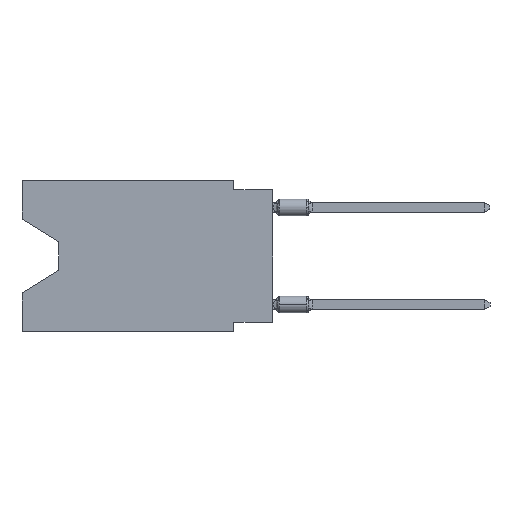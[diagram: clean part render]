
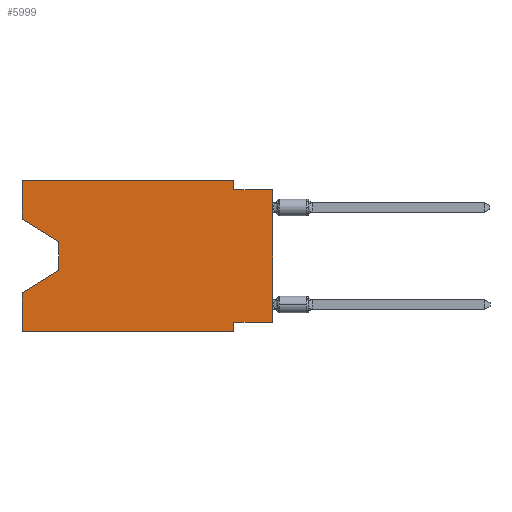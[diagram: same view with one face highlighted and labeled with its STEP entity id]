
A CAD part, left-side view. The second image highlights one B-rep face of the part: STEP entity #5999.
In plain terms, the highlighted planar face has unit normal (-1, 0, 0).
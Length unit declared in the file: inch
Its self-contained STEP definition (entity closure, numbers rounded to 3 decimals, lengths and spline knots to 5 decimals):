
#66 = LINE ( 'NONE', #3732, #3759 ) ;
#158 = CARTESIAN_POINT ( 'NONE',  ( 0., 0.645, 0. ) ) ;
#178 = VERTEX_POINT ( 'NONE', #12140 ) ;
#184 = CARTESIAN_POINT ( 'NONE',  ( 0., 0., -0.365 ) ) ;
#454 = CARTESIAN_POINT ( 'NONE',  ( 0., 0.1, 0. ) ) ;
#703 = CARTESIAN_POINT ( 'NONE',  ( 0., 0.1, 0. ) ) ;
#795 = CARTESIAN_POINT ( 'NONE',  ( 0., 0.1, -0.025 ) ) ;
#839 = LINE ( 'NONE', #1893, #3030 ) ;
#982 = VERTEX_POINT ( 'NONE', #6796 ) ;
#1035 = EDGE_CURVE ( 'NONE', #2042, #9757, #1775, .T. ) ;
#1127 = VERTEX_POINT ( 'NONE', #2252 ) ;
#1140 = EDGE_LOOP ( 'NONE', ( #1601, #12647, #3297, #6618, #1778, #11821, #13478, #7845, #7626, #15544, #7625, #3443 ) ) ;
#1196 = EDGE_CURVE ( 'NONE', #178, #2393, #1515, .T. ) ;
#1515 = LINE ( 'NONE', #158, #2662 ) ;
#1519 = CARTESIAN_POINT ( 'NONE',  ( 0., 0.645, -0.28975 ) ) ;
#1601 = ORIENTED_EDGE ( 'NONE', *, *, #9425, .T. ) ;
#1775 = LINE ( 'NONE', #4239, #11862 ) ;
#1778 = ORIENTED_EDGE ( 'NONE', *, *, #10302, .T. ) ;
#1893 = CARTESIAN_POINT ( 'NONE',  ( 0., 0.645, -0.10025 ) ) ;
#2042 = VERTEX_POINT ( 'NONE', #2986 ) ;
#2252 = CARTESIAN_POINT ( 'NONE',  ( 0., 0., -0.025 ) ) ;
#2329 = VECTOR ( 'NONE', #10967, 39.37008 ) ;
#2393 = VERTEX_POINT ( 'NONE', #1519 ) ;
#2420 = LINE ( 'NONE', #7120, #12636 ) ;
#2662 = VECTOR ( 'NONE', #3826, 39.37008 ) ;
#2711 = VERTEX_POINT ( 'NONE', #6359 ) ;
#2801 = VECTOR ( 'NONE', #3952, 39.37008 ) ;
#2919 = LINE ( 'NONE', #7792, #2329 ) ;
#2924 = DIRECTION ( 'NONE',  ( 0., -1., 0. ) ) ;
#2986 = CARTESIAN_POINT ( 'NONE',  ( 0., 0.645, -0.10025 ) ) ;
#3030 = VECTOR ( 'NONE', #3470, 39.37008 ) ;
#3276 = VECTOR ( 'NONE', #3833, 39.37008 ) ;
#3297 = ORIENTED_EDGE ( 'NONE', *, *, #5283, .T. ) ;
#3443 = ORIENTED_EDGE ( 'NONE', *, *, #1035, .F. ) ;
#3470 = DIRECTION ( 'NONE',  ( 0., -0.855, -0.519 ) ) ;
#3578 = CARTESIAN_POINT ( 'NONE',  ( 0., 0.55, -0.158 ) ) ;
#3620 = VERTEX_POINT ( 'NONE', #184 ) ;
#3732 = CARTESIAN_POINT ( 'NONE',  ( 0., 0.645, 0. ) ) ;
#3759 = VECTOR ( 'NONE', #8614, 39.37008 ) ;
#3826 = DIRECTION ( 'NONE',  ( 0., 0., 1. ) ) ;
#3833 = DIRECTION ( 'NONE',  ( 0., 0., -1. ) ) ;
#3861 = CARTESIAN_POINT ( 'NONE',  ( 0., 0.55, -0.232 ) ) ;
#3952 = DIRECTION ( 'NONE',  ( 0., -1., 0. ) ) ;
#4013 = VECTOR ( 'NONE', #2924, 39.37008 ) ;
#4124 = LINE ( 'NONE', #9008, #4013 ) ;
#4239 = CARTESIAN_POINT ( 'NONE',  ( 0., 0.645, 0. ) ) ;
#5283 = EDGE_CURVE ( 'NONE', #9662, #2393, #2420, .T. ) ;
#5576 = CARTESIAN_POINT ( 'NONE',  ( 0., 0., -0.365 ) ) ;
#5999 = ADVANCED_FACE ( 'NONE', ( #7165 ), #13332, .F. ) ;
#6267 = LINE ( 'NONE', #7240, #2801 ) ;
#6347 = VECTOR ( 'NONE', #10450, 39.37008 ) ;
#6359 = CARTESIAN_POINT ( 'NONE',  ( 0., 0.1, -0.39 ) ) ;
#6618 = ORIENTED_EDGE ( 'NONE', *, *, #1196, .F. ) ;
#6622 = LINE ( 'NONE', #5576, #11720 ) ;
#6796 = CARTESIAN_POINT ( 'NONE',  ( 0., 0.1, -0.365 ) ) ;
#7120 = CARTESIAN_POINT ( 'NONE',  ( 0., 0.55, -0.232 ) ) ;
#7165 = FACE_OUTER_BOUND ( 'NONE', #1140, .T. ) ;
#7240 = CARTESIAN_POINT ( 'NONE',  ( 0., 0.645, -0.39 ) ) ;
#7241 = CARTESIAN_POINT ( 'NONE',  ( 0., 0.645, 0. ) ) ;
#7282 = DIRECTION ( 'NONE',  ( 0., 0.855, -0.519 ) ) ;
#7521 = VERTEX_POINT ( 'NONE', #795 ) ;
#7625 = ORIENTED_EDGE ( 'NONE', *, *, #7640, .F. ) ;
#7626 = ORIENTED_EDGE ( 'NONE', *, *, #7798, .F. ) ;
#7640 = EDGE_CURVE ( 'NONE', #9757, #13960, #66, .T. ) ;
#7792 = CARTESIAN_POINT ( 'NONE',  ( 0., 0., 0. ) ) ;
#7798 = EDGE_CURVE ( 'NONE', #7521, #1127, #4124, .T. ) ;
#7845 = ORIENTED_EDGE ( 'NONE', *, *, #11691, .T. ) ;
#8063 = AXIS2_PLACEMENT_3D ( 'NONE', #7241, #11809, #14522 ) ;
#8293 = LINE ( 'NONE', #13178, #14565 ) ;
#8492 = EDGE_CURVE ( 'NONE', #12480, #9662, #9760, .T. ) ;
#8614 = DIRECTION ( 'NONE',  ( 0., -1., 0. ) ) ;
#9008 = CARTESIAN_POINT ( 'NONE',  ( 0., 0., -0.025 ) ) ;
#9425 = EDGE_CURVE ( 'NONE', #2042, #12480, #839, .T. ) ;
#9662 = VERTEX_POINT ( 'NONE', #3861 ) ;
#9757 = VERTEX_POINT ( 'NONE', #13857 ) ;
#9760 = LINE ( 'NONE', #14938, #3276 ) ;
#10110 = EDGE_CURVE ( 'NONE', #13960, #7521, #10129, .T. ) ;
#10129 = LINE ( 'NONE', #703, #6347 ) ;
#10302 = EDGE_CURVE ( 'NONE', #178, #2711, #6267, .T. ) ;
#10389 = DIRECTION ( 'NONE',  ( 0., 1., 0. ) ) ;
#10450 = DIRECTION ( 'NONE',  ( 0., 0., -1. ) ) ;
#10853 = DIRECTION ( 'NONE',  ( 0., 0., -1. ) ) ;
#10967 = DIRECTION ( 'NONE',  ( 0., 0., 1. ) ) ;
#11349 = EDGE_CURVE ( 'NONE', #982, #2711, #8293, .T. ) ;
#11691 = EDGE_CURVE ( 'NONE', #3620, #1127, #2919, .T. ) ;
#11720 = VECTOR ( 'NONE', #10389, 39.37008 ) ;
#11809 = DIRECTION ( 'NONE',  ( 1., 0., 0. ) ) ;
#11821 = ORIENTED_EDGE ( 'NONE', *, *, #11349, .F. ) ;
#11862 = VECTOR ( 'NONE', #14003, 39.37008 ) ;
#12140 = CARTESIAN_POINT ( 'NONE',  ( 0., 0.645, -0.39 ) ) ;
#12480 = VERTEX_POINT ( 'NONE', #3578 ) ;
#12636 = VECTOR ( 'NONE', #7282, 39.37008 ) ;
#12647 = ORIENTED_EDGE ( 'NONE', *, *, #8492, .T. ) ;
#13178 = CARTESIAN_POINT ( 'NONE',  ( 0., 0.1, -0.39 ) ) ;
#13332 = PLANE ( 'NONE',  #8063 ) ;
#13478 = ORIENTED_EDGE ( 'NONE', *, *, #13593, .F. ) ;
#13593 = EDGE_CURVE ( 'NONE', #3620, #982, #6622, .T. ) ;
#13857 = CARTESIAN_POINT ( 'NONE',  ( 0., 0.645, 0. ) ) ;
#13960 = VERTEX_POINT ( 'NONE', #454 ) ;
#14003 = DIRECTION ( 'NONE',  ( 0., 0., 1. ) ) ;
#14522 = DIRECTION ( 'NONE',  ( 0., 0., -1. ) ) ;
#14565 = VECTOR ( 'NONE', #10853, 39.37008 ) ;
#14938 = CARTESIAN_POINT ( 'NONE',  ( 0., 0.55, -0.158 ) ) ;
#15544 = ORIENTED_EDGE ( 'NONE', *, *, #10110, .F. ) ;
